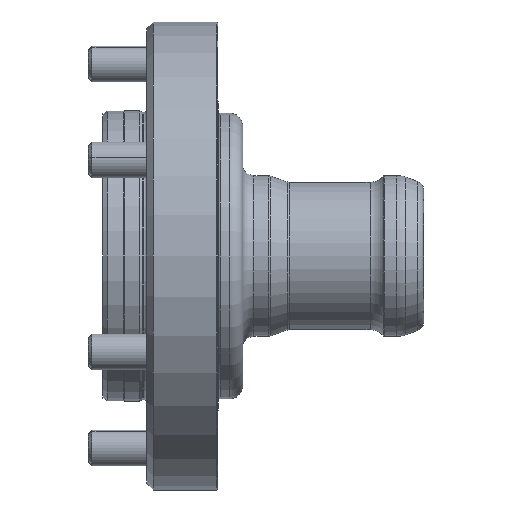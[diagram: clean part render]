
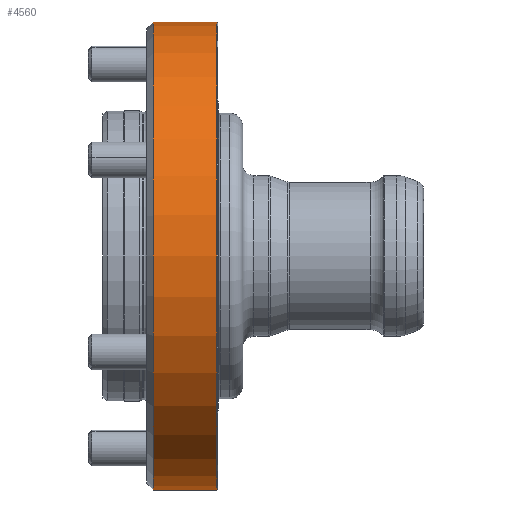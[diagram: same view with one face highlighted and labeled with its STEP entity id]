
A CAD part, left-side view. The second image highlights one B-rep face of the part: STEP entity #4560.
In plain terms, the highlighted cylindrical face has radius 52.4 mm (diameter 104.8 mm), a partial arc.
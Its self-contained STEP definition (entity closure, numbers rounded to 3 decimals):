
#112 = CARTESIAN_POINT ( 'NONE',  ( 0., 17.073, 52.4 ) ) ;
#264 = EDGE_LOOP ( 'NONE', ( #7327, #6051, #2034, #5802 ) ) ;
#468 = FACE_OUTER_BOUND ( 'NONE', #264, .T. ) ;
#636 = DIRECTION ( 'NONE',  ( 0., 1., 0. ) ) ;
#1192 = EDGE_CURVE ( 'NONE', #3259, #4429, #4530, .T. ) ;
#1464 = CARTESIAN_POINT ( 'NONE',  ( 0., 17.073, -52.4 ) ) ;
#2034 = ORIENTED_EDGE ( 'NONE', *, *, #3721, .T. ) ;
#2122 = DIRECTION ( 'NONE',  ( 0., 0., 1. ) ) ;
#2242 = VERTEX_POINT ( 'NONE', #6034 ) ;
#2623 = VECTOR ( 'NONE', #7756, 1000. ) ;
#2666 = EDGE_CURVE ( 'NONE', #2945, #3259, #8701, .T. ) ;
#2945 = VERTEX_POINT ( 'NONE', #4124 ) ;
#3198 = VECTOR ( 'NONE', #5305, 1000. ) ;
#3259 = VERTEX_POINT ( 'NONE', #9110 ) ;
#3270 = CARTESIAN_POINT ( 'NONE',  ( 0., 14.5, 52.4 ) ) ;
#3449 = DIRECTION ( 'NONE',  ( 0., 1., 0. ) ) ;
#3721 = EDGE_CURVE ( 'NONE', #2242, #4429, #3928, .T. ) ;
#3735 = CARTESIAN_POINT ( 'NONE',  ( 0., 0.25, 0. ) ) ;
#3928 = LINE ( 'NONE', #112, #2623 ) ;
#3994 = CIRCLE ( 'NONE', #4974, 52.4 ) ;
#4124 = CARTESIAN_POINT ( 'NONE',  ( 0., 0.25, -52.4 ) ) ;
#4429 = VERTEX_POINT ( 'NONE', #3270 ) ;
#4530 = CIRCLE ( 'NONE', #6273, 52.4 ) ;
#4560 = ADVANCED_FACE ( 'NONE', ( #468 ), #9455, .T. ) ;
#4974 = AXIS2_PLACEMENT_3D ( 'NONE', #3735, #636, #8283 ) ;
#5305 = DIRECTION ( 'NONE',  ( 0., 1., 0. ) ) ;
#5802 = ORIENTED_EDGE ( 'NONE', *, *, #1192, .F. ) ;
#6034 = CARTESIAN_POINT ( 'NONE',  ( 0., 0.25, 52.4 ) ) ;
#6051 = ORIENTED_EDGE ( 'NONE', *, *, #6394, .T. ) ;
#6273 = AXIS2_PLACEMENT_3D ( 'NONE', #6842, #9849, #2122 ) ;
#6394 = EDGE_CURVE ( 'NONE', #2945, #2242, #3994, .T. ) ;
#6729 = AXIS2_PLACEMENT_3D ( 'NONE', #8009, #3449, #8118 ) ;
#6842 = CARTESIAN_POINT ( 'NONE',  ( 0., 14.5, 0. ) ) ;
#7327 = ORIENTED_EDGE ( 'NONE', *, *, #2666, .F. ) ;
#7756 = DIRECTION ( 'NONE',  ( 0., 1., 0. ) ) ;
#8009 = CARTESIAN_POINT ( 'NONE',  ( 0., 17.073, 0. ) ) ;
#8118 = DIRECTION ( 'NONE',  ( 0., 0., 1. ) ) ;
#8283 = DIRECTION ( 'NONE',  ( 0., 0., 1. ) ) ;
#8701 = LINE ( 'NONE', #1464, #3198 ) ;
#9110 = CARTESIAN_POINT ( 'NONE',  ( 0., 14.5, -52.4 ) ) ;
#9455 = CYLINDRICAL_SURFACE ( 'NONE', #6729, 52.4 ) ;
#9849 = DIRECTION ( 'NONE',  ( 0., 1., 0. ) ) ;
